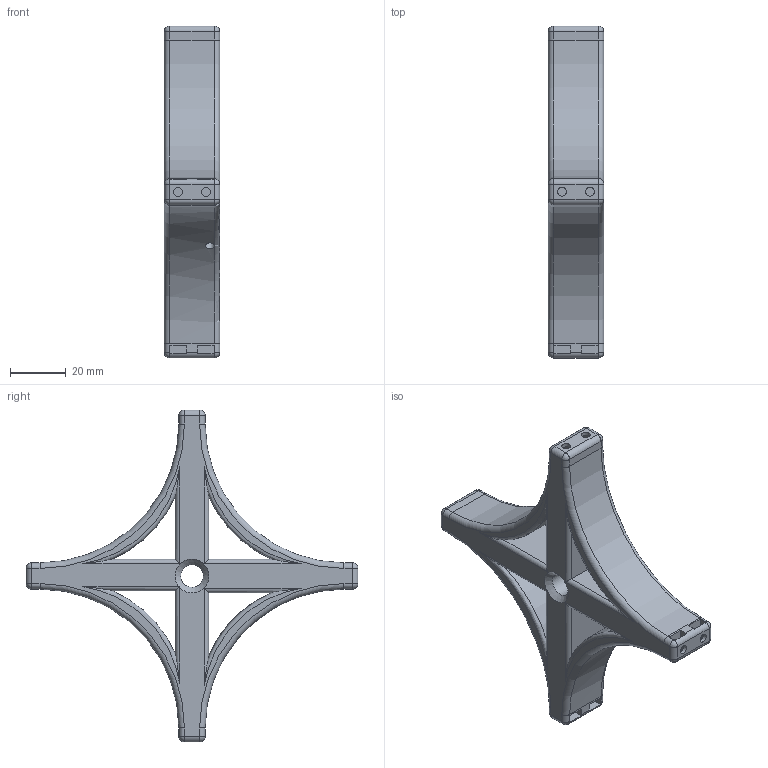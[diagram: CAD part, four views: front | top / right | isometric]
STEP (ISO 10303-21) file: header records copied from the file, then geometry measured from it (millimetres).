
FILE_DESCRIPTION(/* description */ (''),/* implementation_level */ '2;1');
FILE_NAME(/* name */ 'aspas-0.2.stp',/* time_stamp */ '2015-09-21T09:59:48+02:00',/* author */ ('Startic'),/* organization */ (''),/* preprocessor_version */ 'ST-DEVELOPER v16.1',/* originating_system */ 'Autodesk Inventor LT ',/* authorisation */ '');
FILE_SCHEMA (('AUTOMOTIVE_DESIGN { 1 0 10303 214 3 1 1 }'));
Length unit declared in the file: millimetre
Products named in the file (1): aspas-0.2
Bounding box: 20 x 119.62 x 119.62 mm (x, y, z)
Volume: 65933.6 mm3; surface area: 23801.9 mm2
Topology: 1 solids, 1 shells, 183 faces, 442 edges, 266 vertices
Faces by surface type: cylinder 76, plane 75, sphere 16, torus 15, cone 1
Full cylindrical faces by diameter (mm): 3.1 x3, 3.2 x16, 8.2 x1
Entity records: 5524 total; most frequent: CARTESIAN_POINT 1210, DIRECTION 924, ORIENTED_EDGE 836, EDGE_CURVE 418, AXIS2_PLACEMENT_3D 345, VERTEX_POINT 263, EDGE_LOOP 241, LINE 234
